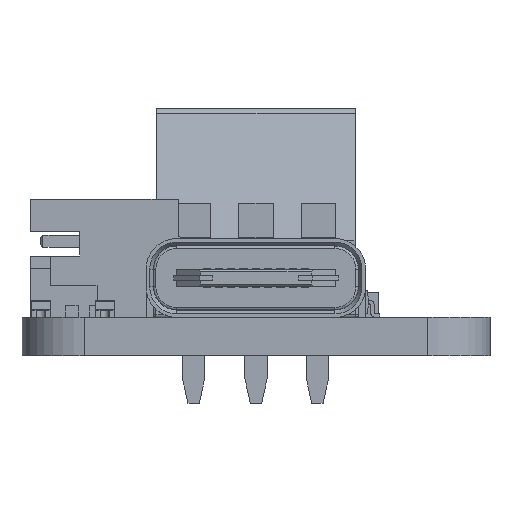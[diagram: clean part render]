
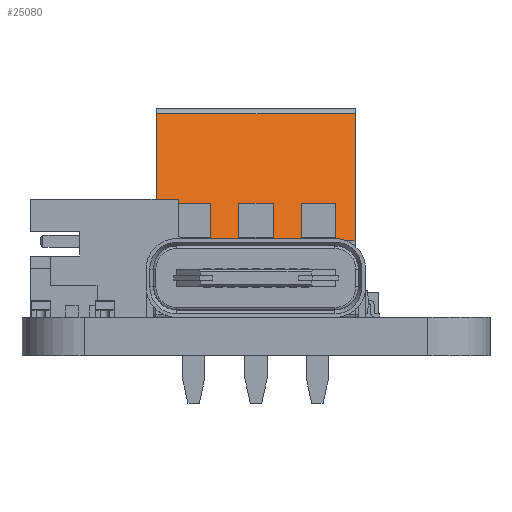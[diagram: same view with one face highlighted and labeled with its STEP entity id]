
A CAD part, left-side view. The second image highlights one B-rep face of the part: STEP entity #25080.
In plain terms, the highlighted face is planar.
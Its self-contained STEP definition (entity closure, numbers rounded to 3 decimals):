
#1454=PLANE('',#27143);
#2750=FACE_OUTER_BOUND('',#4236,.T.);
#4236=EDGE_LOOP('',(#22835,#22836,#22837,#22838,#22839,#22840,#22841,#22842,
#22843,#22844,#22845,#22846,#22847,#22848,#22849,#22850));
#6729=LINE('',#40273,#9544);
#6751=LINE('',#40330,#9566);
#6812=LINE('',#40477,#9627);
#6826=LINE('',#40502,#9641);
#6836=LINE('',#40525,#9651);
#6859=LINE('',#40572,#9674);
#6869=LINE('',#40592,#9684);
#6919=LINE('',#40711,#9734);
#6942=LINE('',#40758,#9757);
#6952=LINE('',#40778,#9767);
#6995=LINE('',#40880,#9810);
#7015=LINE('',#41125,#9830);
#7016=LINE('',#41126,#9831);
#7017=LINE('',#41127,#9832);
#7018=LINE('',#41128,#9833);
#7019=LINE('',#41130,#9834);
#9544=VECTOR('',#33042,10.);
#9566=VECTOR('',#33082,1.);
#9627=VECTOR('',#33205,1.);
#9641=VECTOR('',#33229,1.);
#9651=VECTOR('',#33247,1.);
#9674=VECTOR('',#33278,1.);
#9684=VECTOR('',#33294,1.);
#9734=VECTOR('',#33410,1.);
#9757=VECTOR('',#33441,1.);
#9767=VECTOR('',#33457,1.);
#9810=VECTOR('',#33560,1.);
#9830=VECTOR('',#33638,1.);
#9831=VECTOR('',#33639,1.);
#9832=VECTOR('',#33640,1.);
#9833=VECTOR('',#33641,1.);
#9834=VECTOR('',#33644,1.);
#12451=VERTEX_POINT('',#40270);
#12452=VERTEX_POINT('',#40272);
#12477=VERTEX_POINT('',#40328);
#12478=VERTEX_POINT('',#40329);
#12532=VERTEX_POINT('',#40474);
#12533=VERTEX_POINT('',#40476);
#12539=VERTEX_POINT('',#40501);
#12548=VERTEX_POINT('',#40524);
#12567=VERTEX_POINT('',#40569);
#12568=VERTEX_POINT('',#40571);
#12575=VERTEX_POINT('',#40591);
#12611=VERTEX_POINT('',#40710);
#12630=VERTEX_POINT('',#40755);
#12631=VERTEX_POINT('',#40757);
#12638=VERTEX_POINT('',#40777);
#12667=VERTEX_POINT('',#40879);
#15744=EDGE_CURVE('',#12451,#12452,#6729,.T.);
#15772=EDGE_CURVE('',#12477,#12478,#6751,.T.);
#15845=EDGE_CURVE('',#12533,#12532,#6812,.T.);
#15859=EDGE_CURVE('',#12539,#12533,#6826,.T.);
#15870=EDGE_CURVE('',#12539,#12548,#6836,.T.);
#15893=EDGE_CURVE('',#12568,#12567,#6859,.T.);
#15903=EDGE_CURVE('',#12575,#12568,#6869,.T.);
#15963=EDGE_CURVE('',#12575,#12611,#6919,.T.);
#15986=EDGE_CURVE('',#12631,#12630,#6942,.T.);
#15996=EDGE_CURVE('',#12638,#12631,#6952,.T.);
#16048=EDGE_CURVE('',#12638,#12667,#6995,.T.);
#16078=EDGE_CURVE('',#12532,#12477,#7015,.T.);
#16079=EDGE_CURVE('',#12567,#12548,#7016,.T.);
#16080=EDGE_CURVE('',#12630,#12611,#7017,.T.);
#16081=EDGE_CURVE('',#12451,#12667,#7018,.T.);
#16082=EDGE_CURVE('',#12452,#12478,#7019,.T.);
#22835=ORIENTED_EDGE('',*,*,#15744,.F.);
#22836=ORIENTED_EDGE('',*,*,#16081,.T.);
#22837=ORIENTED_EDGE('',*,*,#16048,.F.);
#22838=ORIENTED_EDGE('',*,*,#15996,.T.);
#22839=ORIENTED_EDGE('',*,*,#15986,.T.);
#22840=ORIENTED_EDGE('',*,*,#16080,.T.);
#22841=ORIENTED_EDGE('',*,*,#15963,.F.);
#22842=ORIENTED_EDGE('',*,*,#15903,.T.);
#22843=ORIENTED_EDGE('',*,*,#15893,.T.);
#22844=ORIENTED_EDGE('',*,*,#16079,.T.);
#22845=ORIENTED_EDGE('',*,*,#15870,.F.);
#22846=ORIENTED_EDGE('',*,*,#15859,.T.);
#22847=ORIENTED_EDGE('',*,*,#15845,.T.);
#22848=ORIENTED_EDGE('',*,*,#16078,.T.);
#22849=ORIENTED_EDGE('',*,*,#15772,.T.);
#22850=ORIENTED_EDGE('',*,*,#16082,.F.);
#25080=ADVANCED_FACE('',(#2750),#1454,.F.);
#27143=AXIS2_PLACEMENT_3D('',#41129,#33642,#33643);
#33042=DIRECTION('',(0.,0.309,0.951));
#33082=DIRECTION('',(0.,0.309,0.951));
#33205=DIRECTION('',(0.,-0.309,-0.951));
#33229=DIRECTION('',(1.,0.,0.));
#33247=DIRECTION('',(0.,-0.309,-0.951));
#33278=DIRECTION('',(0.,-0.309,-0.951));
#33294=DIRECTION('',(1.,0.,0.));
#33410=DIRECTION('',(0.,-0.309,-0.951));
#33441=DIRECTION('',(0.,-0.309,-0.951));
#33457=DIRECTION('',(1.,0.,0.));
#33560=DIRECTION('',(0.,-0.309,-0.951));
#33638=DIRECTION('',(1.,0.,0.));
#33639=DIRECTION('',(1.,0.,0.));
#33640=DIRECTION('',(1.,0.,0.));
#33641=DIRECTION('',(1.,0.,0.));
#33642=DIRECTION('center_axis',(0.,0.951,
-0.309));
#33643=DIRECTION('ref_axis',(0.,-0.309,-0.951));
#33644=DIRECTION('',(1.,0.,0.));
#40270=CARTESIAN_POINT('',(-4.03,-3.11,3.114));
#40272=CARTESIAN_POINT('',(-4.03,-1.427,8.293));
#40273=CARTESIAN_POINT('',(-4.03,-2.816,4.019));
#40328=CARTESIAN_POINT('',(4.03,-3.11,3.114));
#40329=CARTESIAN_POINT('',(4.03,-1.427,8.293));
#40330=CARTESIAN_POINT('',(4.03,-3.11,3.114));
#40474=CARTESIAN_POINT('',(3.24,-3.11,3.114));
#40476=CARTESIAN_POINT('',(3.24,-2.61,4.653));
#40477=CARTESIAN_POINT('',(3.24,-2.61,4.653));
#40501=CARTESIAN_POINT('',(1.84,-2.61,4.653));
#40502=CARTESIAN_POINT('',(2.54,-2.61,4.653));
#40524=CARTESIAN_POINT('',(1.84,-3.11,3.114));
#40525=CARTESIAN_POINT('',(1.84,-2.61,4.653));
#40569=CARTESIAN_POINT('',(0.7,-3.11,3.114));
#40571=CARTESIAN_POINT('',(0.7,-2.61,4.653));
#40572=CARTESIAN_POINT('',(0.7,-2.61,4.653));
#40591=CARTESIAN_POINT('',(-0.7,-2.61,4.653));
#40592=CARTESIAN_POINT('',(0.,-2.61,4.653));
#40710=CARTESIAN_POINT('',(-0.7,-3.11,3.114));
#40711=CARTESIAN_POINT('',(-0.7,-2.61,4.653));
#40755=CARTESIAN_POINT('',(-1.84,-3.11,3.114));
#40757=CARTESIAN_POINT('',(-1.84,-2.61,4.653));
#40758=CARTESIAN_POINT('',(-1.84,-2.61,4.653));
#40777=CARTESIAN_POINT('',(-3.24,-2.61,4.653));
#40778=CARTESIAN_POINT('',(-2.54,-2.61,4.653));
#40879=CARTESIAN_POINT('',(-3.24,-3.11,3.114));
#40880=CARTESIAN_POINT('',(-3.24,-2.61,4.653));
#41125=CARTESIAN_POINT('',(3.24,-3.11,3.114));
#41126=CARTESIAN_POINT('',(0.7,-3.11,3.114));
#41127=CARTESIAN_POINT('',(-1.84,-3.11,3.114));
#41128=CARTESIAN_POINT('',(-4.38,-3.11,3.114));
#41129=CARTESIAN_POINT('Origin',(2.503,-3.152,2.985));
#41130=CARTESIAN_POINT('',(-6.57,-1.427,8.293));
